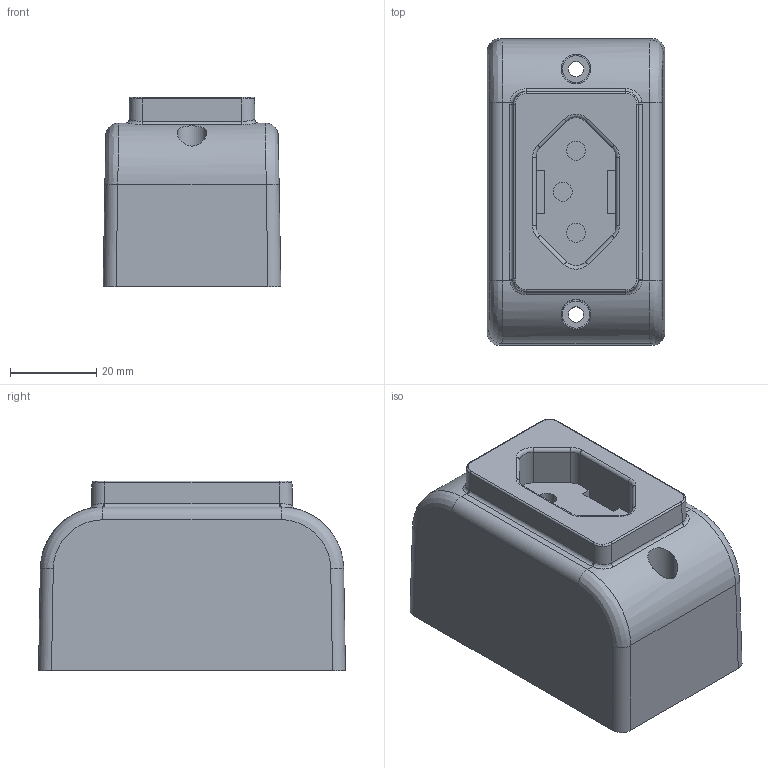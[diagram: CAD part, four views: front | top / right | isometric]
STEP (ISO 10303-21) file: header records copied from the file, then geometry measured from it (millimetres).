
FILE_DESCRIPTION (( 'STEP AP214' ), '1' );
FILE_NAME ('88040330.STEP', '2016-07-15T15:25:41', ( '' ), ( '' ), 'SwSTEP 2.0', 'SolidWorks 2015', '' );
FILE_SCHEMA (( 'AUTOMOTIVE_DESIGN' ));
Length unit declared in the file: millimetre
Products named in the file (1): 88040330
Bounding box: 41.27 x 71.25 x 44 mm (x, y, z)
Volume: 44069.2 mm3; surface area: 28880.9 mm2
Topology: 3 solids, 3 shells, 252 faces, 638 edges, 408 vertices
Faces by surface type: plane 118, cylinder 100, bspline 24, torus 6, cone 4
Entity records: 9584 total; most frequent: CARTESIAN_POINT 2541, ORIENTED_EDGE 1276, DIRECTION 1198, EDGE_CURVE 638, AXIS2_PLACEMENT_3D 409, VERTEX_POINT 408, VECTOR 380, LINE 380
